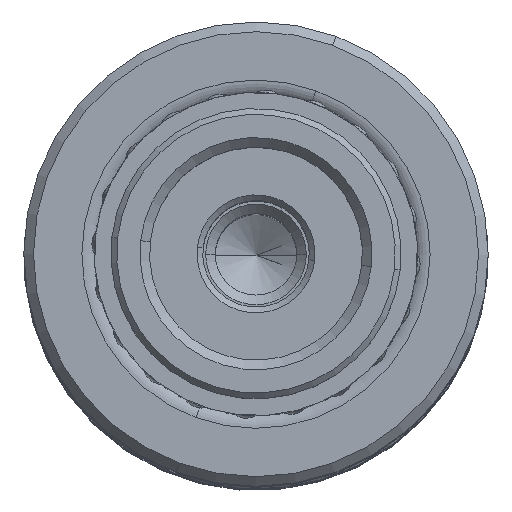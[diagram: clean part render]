
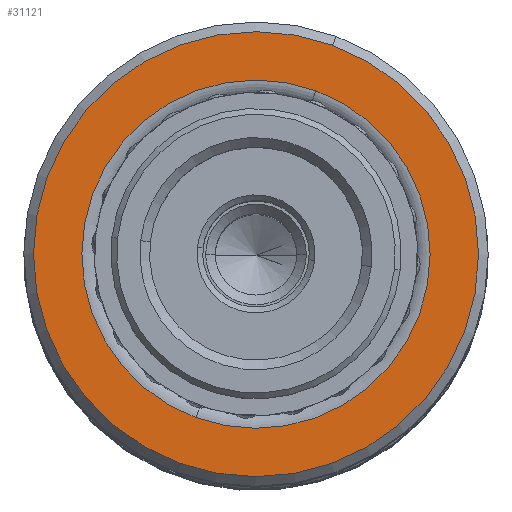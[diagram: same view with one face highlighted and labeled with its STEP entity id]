
A CAD part, top view. The second image highlights one B-rep face of the part: STEP entity #31121.
In plain terms, the highlighted face is planar.
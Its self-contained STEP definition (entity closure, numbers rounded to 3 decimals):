
#10 = DIRECTION ( 'NONE',  ( 0., 0., 1. ) ) ;
#267 = ORIENTED_EDGE ( 'NONE', *, *, #19654, .T. ) ;
#4741 = FACE_OUTER_BOUND ( 'NONE', #4937, .T. ) ;
#4937 = EDGE_LOOP ( 'NONE', ( #35445, #267 ) ) ;
#6796 = EDGE_CURVE ( 'NONE', #28669, #24063, #18702, .T. ) ;
#8399 = DIRECTION ( 'NONE',  ( 0., 0., -1. ) ) ;
#8834 = CARTESIAN_POINT ( 'NONE',  ( 0., 0., 0. ) ) ;
#10695 = DIRECTION ( 'NONE',  ( 0., 0., -1. ) ) ;
#11635 = AXIS2_PLACEMENT_3D ( 'NONE', #27821, #10695, #30688 ) ;
#12537 = ORIENTED_EDGE ( 'NONE', *, *, #20561, .T. ) ;
#13327 = AXIS2_PLACEMENT_3D ( 'NONE', #25487, #8399, #28352 ) ;
#13742 = CIRCLE ( 'NONE', #32035, 9. ) ;
#14571 = DIRECTION ( 'NONE',  ( 0., 0., 1. ) ) ;
#15299 = DIRECTION ( 'NONE',  ( 0., 0., 1. ) ) ;
#17117 = CARTESIAN_POINT ( 'NONE',  ( 0., 0., 0. ) ) ;
#17701 = EDGE_CURVE ( 'NONE', #32228, #27508, #28493, .T. ) ;
#17898 = AXIS2_PLACEMENT_3D ( 'NONE', #8834, #14571, #34533 ) ;
#18702 = CIRCLE ( 'NONE', #29199, 9. ) ;
#19407 = CARTESIAN_POINT ( 'NONE',  ( 11.5, 0., 0. ) ) ;
#19436 = CARTESIAN_POINT ( 'NONE',  ( -9., 0., 0. ) ) ;
#19654 = EDGE_CURVE ( 'NONE', #27508, #32228, #29357, .T. ) ;
#20008 = DIRECTION ( 'NONE',  ( 1., 0., 0. ) ) ;
#20221 = PLANE ( 'NONE',  #17898 ) ;
#20561 = EDGE_CURVE ( 'NONE', #24063, #28669, #13742, .T. ) ;
#24063 = VERTEX_POINT ( 'NONE', #19436 ) ;
#24507 = CARTESIAN_POINT ( 'NONE',  ( -11.5, 0., 0. ) ) ;
#25487 = CARTESIAN_POINT ( 'NONE',  ( 0., 0., 0. ) ) ;
#27508 = VERTEX_POINT ( 'NONE', #24507 ) ;
#27821 = CARTESIAN_POINT ( 'NONE',  ( 0., 0., 0. ) ) ;
#28352 = DIRECTION ( 'NONE',  ( 1., 0., 0. ) ) ;
#28493 = CIRCLE ( 'NONE', #11635, 11.5 ) ;
#28669 = VERTEX_POINT ( 'NONE', #34585 ) ;
#29199 = AXIS2_PLACEMENT_3D ( 'NONE', #17117, #10, #20008 ) ;
#29357 = CIRCLE ( 'NONE', #13327, 11.5 ) ;
#30553 = ORIENTED_EDGE ( 'NONE', *, *, #6796, .T. ) ;
#30688 = DIRECTION ( 'NONE',  ( 1., 0., 0. ) ) ;
#31121 = ADVANCED_FACE ( 'NONE', ( #35090, #4741 ), #20221, .F. ) ;
#32035 = AXIS2_PLACEMENT_3D ( 'NONE', #32382, #15299, #35250 ) ;
#32228 = VERTEX_POINT ( 'NONE', #19407 ) ;
#32382 = CARTESIAN_POINT ( 'NONE',  ( 0., 0., 0. ) ) ;
#34533 = DIRECTION ( 'NONE',  ( 1., 0., 0. ) ) ;
#34585 = CARTESIAN_POINT ( 'NONE',  ( 9., 0., 0. ) ) ;
#34975 = EDGE_LOOP ( 'NONE', ( #30553, #12537 ) ) ;
#35090 = FACE_BOUND ( 'NONE', #34975, .T. ) ;
#35250 = DIRECTION ( 'NONE',  ( 1., 0., 0. ) ) ;
#35445 = ORIENTED_EDGE ( 'NONE', *, *, #17701, .T. ) ;
